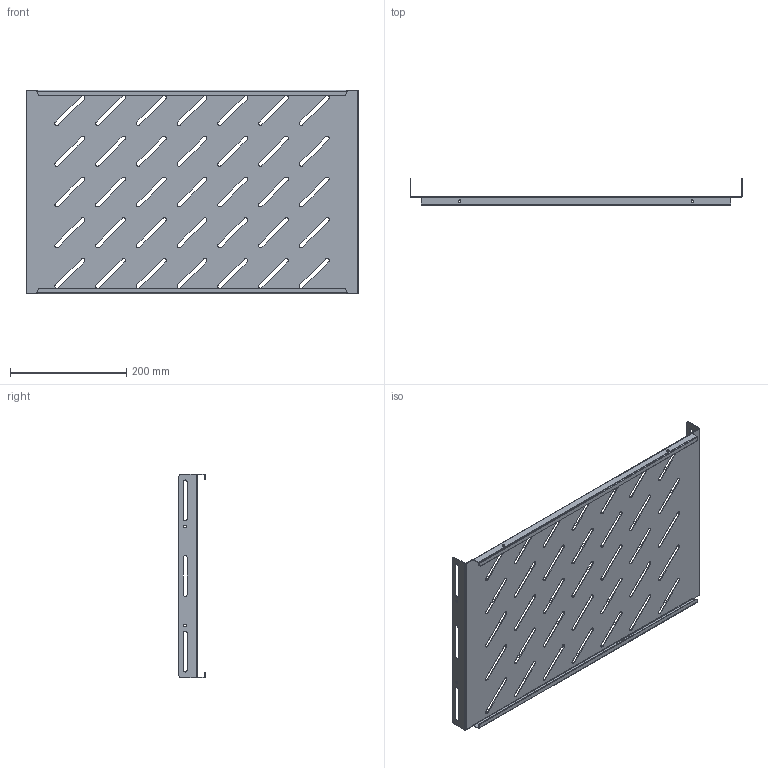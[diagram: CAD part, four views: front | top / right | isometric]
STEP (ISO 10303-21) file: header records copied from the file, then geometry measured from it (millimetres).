
FILE_DESCRIPTION (( 'STEP AP214' ), '1' );
FILE_NAME ('LC23INFSH4P1U_3D.step', '2024-04-04T23:18:52', ( '' ), ( '' ), 'SwSTEP 2.0', 'SolidWorks 2022', '' );
FILE_SCHEMA (( 'AUTOMOTIVE_DESIGN' ));
Length unit declared in the file: millimetre
Products named in the file (1): LC23INFSH4P1U_3D
Bounding box: 570.6 x 45.3 x 350 mm (x, y, z)
Volume: 267259.4 mm3; surface area: 455302.5 mm2
Topology: 1 solids, 1 shells, 275 faces, 819 edges, 546 vertices
Faces by surface type: cylinder 159, plane 116
Entity records: 9581 total; most frequent: DIRECTION 1689, CARTESIAN_POINT 1641, ORIENTED_EDGE 1638, EDGE_CURVE 819, AXIS2_PLACEMENT_3D 594, VERTEX_POINT 546, VECTOR 501, LINE 501
